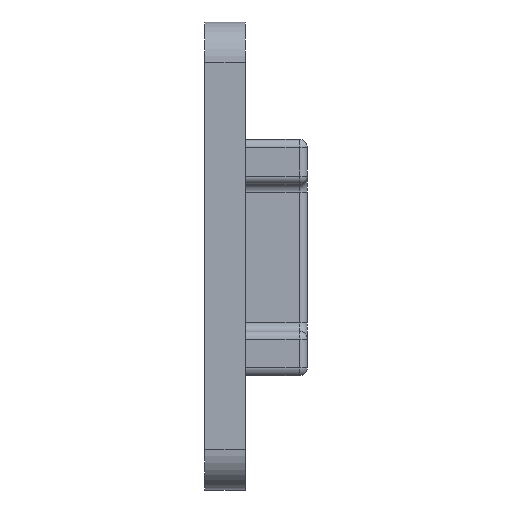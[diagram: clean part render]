
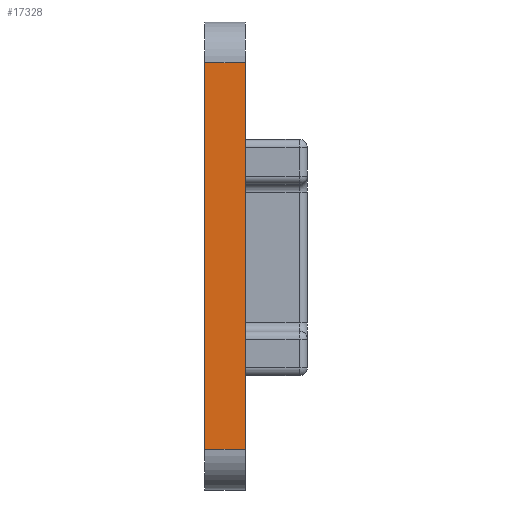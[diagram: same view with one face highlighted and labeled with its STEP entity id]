
A CAD part, front view. The second image highlights one B-rep face of the part: STEP entity #17328.
In plain terms, the highlighted planar face has unit normal (0, -1, 0).
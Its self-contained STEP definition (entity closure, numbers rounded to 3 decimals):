
#628 = LINE ( 'NONE', #23151, #5157 ) ;
#713 = LINE ( 'NONE', #5607, #8424 ) ;
#796 = AXIS2_PLACEMENT_3D ( 'NONE', #3364, #10748, #7179 ) ;
#1525 = CARTESIAN_POINT ( 'NONE',  ( 1.25, -18.65, -11.85 ) ) ;
#2377 = EDGE_CURVE ( 'NONE', #3711, #19143, #713, .T. ) ;
#3300 = DIRECTION ( 'NONE',  ( -1., 0., 0. ) ) ;
#3364 = CARTESIAN_POINT ( 'NONE',  ( 1.25, -18.65, 14.35 ) ) ;
#3527 = CARTESIAN_POINT ( 'NONE',  ( 1.25, -18.65, 11.85 ) ) ;
#3540 = LINE ( 'NONE', #17853, #17943 ) ;
#3711 = VERTEX_POINT ( 'NONE', #19790 ) ;
#4227 = VERTEX_POINT ( 'NONE', #1525 ) ;
#4597 = FACE_OUTER_BOUND ( 'NONE', #8699, .T. ) ;
#5157 = VECTOR ( 'NONE', #19401, 1000. ) ;
#5164 = EDGE_CURVE ( 'NONE', #22600, #3711, #10331, .T. ) ;
#5607 = CARTESIAN_POINT ( 'NONE',  ( -1.25, -18.65, 14.35 ) ) ;
#6075 = EDGE_CURVE ( 'NONE', #22600, #4227, #628, .T. ) ;
#6756 = ORIENTED_EDGE ( 'NONE', *, *, #5164, .T. ) ;
#7030 = DIRECTION ( 'NONE',  ( 1., 0., 0. ) ) ;
#7179 = DIRECTION ( 'NONE',  ( 0., 0., 1. ) ) ;
#7352 = CARTESIAN_POINT ( 'NONE',  ( 1.25, -18.65, 11.85 ) ) ;
#7535 = DIRECTION ( 'NONE',  ( 0., 0., -1. ) ) ;
#7784 = VECTOR ( 'NONE', #3300, 1000. ) ;
#8424 = VECTOR ( 'NONE', #7535, 1000. ) ;
#8699 = EDGE_LOOP ( 'NONE', ( #10676, #9913, #14603, #6756 ) ) ;
#9913 = ORIENTED_EDGE ( 'NONE', *, *, #20580, .T. ) ;
#10331 = LINE ( 'NONE', #3527, #7784 ) ;
#10676 = ORIENTED_EDGE ( 'NONE', *, *, #2377, .T. ) ;
#10748 = DIRECTION ( 'NONE',  ( 0., 1., 0. ) ) ;
#14128 = PLANE ( 'NONE',  #796 ) ;
#14603 = ORIENTED_EDGE ( 'NONE', *, *, #6075, .F. ) ;
#17328 = ADVANCED_FACE ( 'NONE', ( #4597 ), #14128, .F. ) ;
#17853 = CARTESIAN_POINT ( 'NONE',  ( 1.25, -18.65, -11.85 ) ) ;
#17943 = VECTOR ( 'NONE', #7030, 1000. ) ;
#19143 = VERTEX_POINT ( 'NONE', #19842 ) ;
#19401 = DIRECTION ( 'NONE',  ( 0., 0., -1. ) ) ;
#19790 = CARTESIAN_POINT ( 'NONE',  ( -1.25, -18.65, 11.85 ) ) ;
#19842 = CARTESIAN_POINT ( 'NONE',  ( -1.25, -18.65, -11.85 ) ) ;
#20580 = EDGE_CURVE ( 'NONE', #19143, #4227, #3540, .T. ) ;
#22600 = VERTEX_POINT ( 'NONE', #7352 ) ;
#23151 = CARTESIAN_POINT ( 'NONE',  ( 1.25, -18.65, 14.35 ) ) ;
